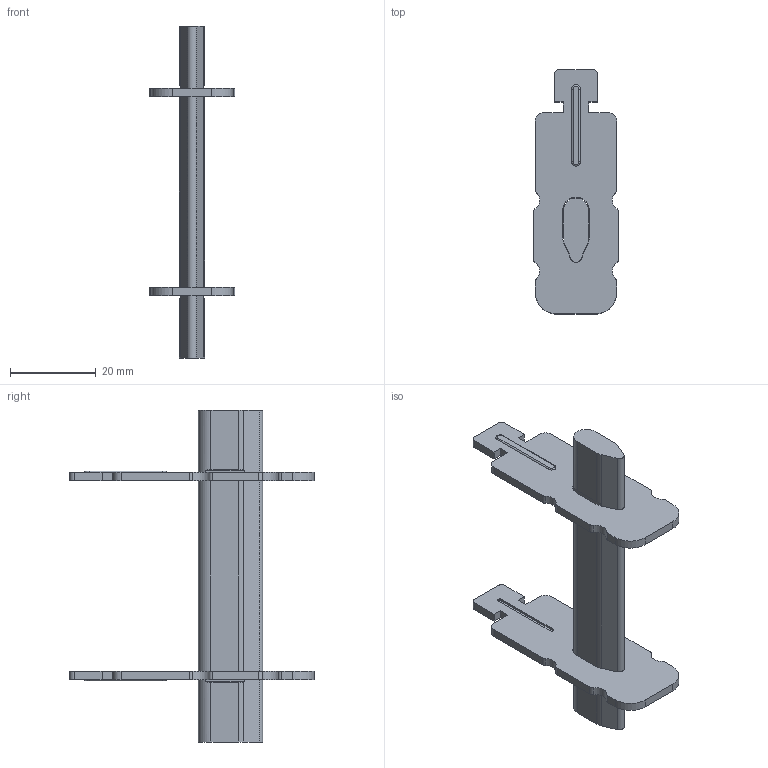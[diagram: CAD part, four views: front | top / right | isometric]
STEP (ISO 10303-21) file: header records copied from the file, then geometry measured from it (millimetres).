
FILE_DESCRIPTION((''),'2;1');
FILE_NAME('NVL00_ASM','2022-02-24T07:15:35',('marketing.praksa'),('Audax d.o.o.'),'CREO PARAMETRIC BY PTC INC, 2021304','CREO PARAMETRIC BY PTC INC, 2021304','');
FILE_SCHEMA(('AP242_MANAGED_MODEL_BASED_3D_ENGINEERING_MIM_LF { 1 0 10303 442 1 1 4 }'));
Length unit declared in the file: millimetre
Products named in the file (4): 0000035747_AF0_1; 0000035724_1; PRT9572; NVL00_ASM
Assembly tree (4 placements, depth 2):
  NVL00_ASM
    0000035747_AF0_1
    0000035724_1  x2
    PRT9572
Bounding box: 20 x 57 x 77.5 mm (x, y, z)
Volume: 9250 mm3; surface area: 7684.4 mm2
Topology: 4 solids, 4 shells, 365 faces, 1085 edges, 741 vertices
Faces by surface type: plane 162, extrusion 103, cylinder 96, torus 4
Entity records: 17313 total; most frequent: CARTESIAN_POINT 3190, ORIENTED_EDGE 1842, DIRECTION 1389, PRESENTATION_STYLE_ASSIGNMENT 1349, STYLED_ITEM 1349, CURVE_STYLE 1031, EDGE_CURVE 921, VERTEX_POINT 623
